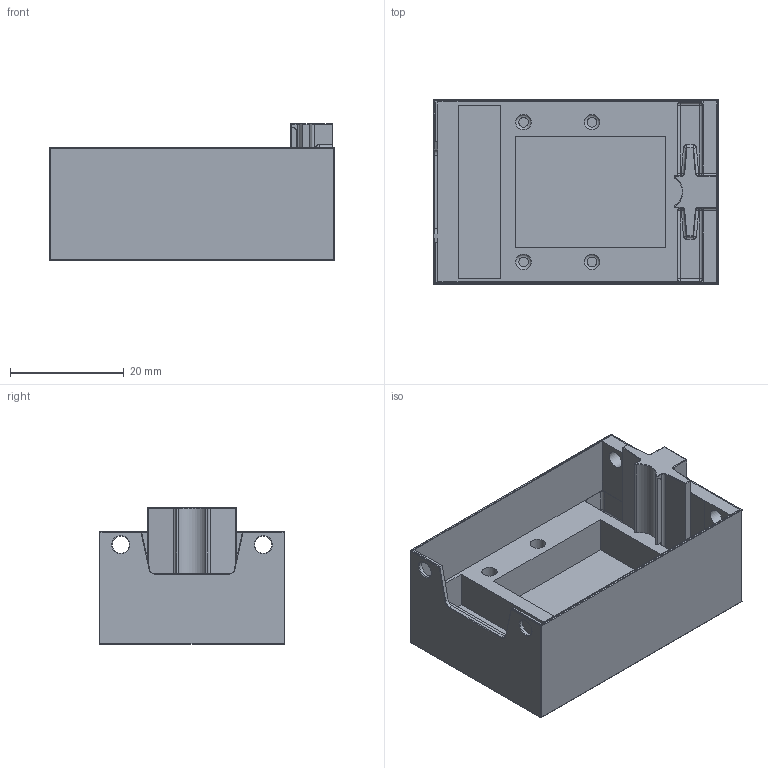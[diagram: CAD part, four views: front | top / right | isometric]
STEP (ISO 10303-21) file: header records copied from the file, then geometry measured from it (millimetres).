
FILE_DESCRIPTION(('FreeCAD Model'),'2;1');
FILE_NAME('Open CASCADE Shape Model','2024-11-22T17:29:20',('Author'),( ''),'Open CASCADE STEP processor 7.8','FreeCAD','Unknown');
FILE_SCHEMA(('AUTOMOTIVE_DESIGN { 1 0 10303 214 1 1 1 1 }'));
Length unit declared in the file: millimetre
Products named in the file (1): Fillet
Bounding box: 50 x 32.5 x 24 mm (x, y, z)
Volume: 11921.5 mm3; surface area: 9989.6 mm2
Topology: 1 solids, 1 shells, 182 faces, 446 edges, 248 vertices
Faces by surface type: cylinder 76, plane 57, torus 25, sphere 24
Full cylindrical faces by diameter (mm): 2.7 x4, 3 x4
Entity records: 10631 total; most frequent: CARTESIAN_POINT 2097, DIRECTION 1629, LINE 857, VECTOR 857, ORIENTED_EDGE 844, PCURVE 844, DEFINITIONAL_REPRESENTATION 844, EDGE_CURVE 422
